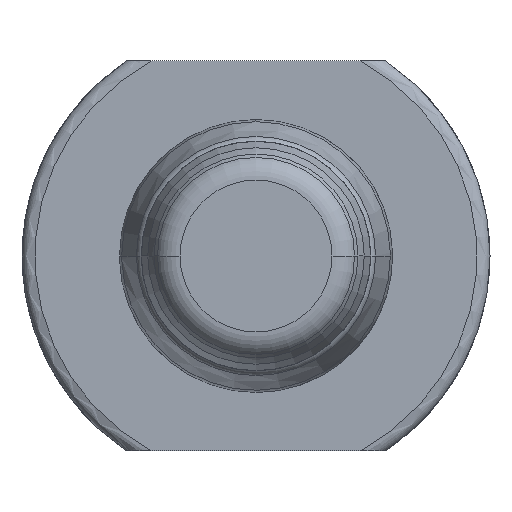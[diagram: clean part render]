
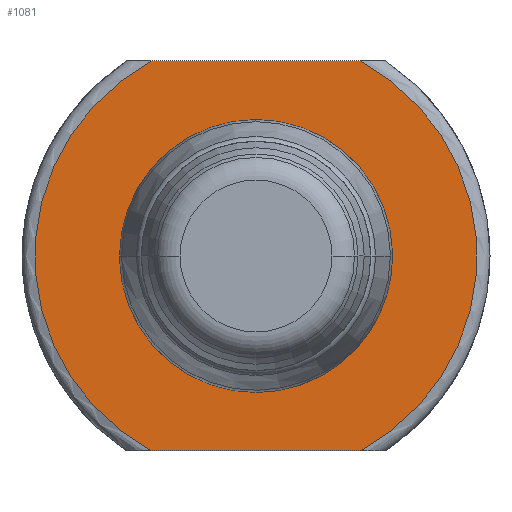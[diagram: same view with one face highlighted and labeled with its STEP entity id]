
A CAD part, front view. The second image highlights one B-rep face of the part: STEP entity #1081.
In plain terms, the highlighted planar face has unit normal (0, -1, 0).
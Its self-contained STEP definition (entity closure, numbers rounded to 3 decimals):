
#6=CARTESIAN_POINT('',(0.,4.,0.));
#7=DIRECTION('',(0.,-1.,0.));
#8=DIRECTION('',(0.471,0.,-0.882));
#9=AXIS2_PLACEMENT_3D('',#6,#7,#8);
#11=CARTESIAN_POINT('',(8.,4.,15.));
#39=CARTESIAN_POINT('',(-8.,4.,15.));
#83=DIRECTION('',(-1.,0.,0.));
#84=VECTOR('',#83,16.);
#85=CARTESIAN_POINT('',(8.,4.,-15.));
#86=LINE('',#85,#84);
#87=DIRECTION('',(1.,0.,0.));
#88=VECTOR('',#87,16.);
#89=CARTESIAN_POINT('',(-8.,4.,15.));
#90=LINE('',#89,#88);
#91=CARTESIAN_POINT('',(0.,4.,0.));
#92=DIRECTION('',(0.,-1.,0.));
#93=DIRECTION('',(0.,0.,-1.));
#94=AXIS2_PLACEMENT_3D('',#91,#92,#93);
#96=CARTESIAN_POINT('',(0.,4.,0.));
#97=DIRECTION('',(0.,-1.,0.));
#98=DIRECTION('',(0.,0.,1.));
#99=AXIS2_PLACEMENT_3D('',#96,#97,#98);
#114=CARTESIAN_POINT('',(8.,4.,-15.));
#158=CARTESIAN_POINT('',(-8.,4.,-15.));
#208=CARTESIAN_POINT('',(0.,4.,0.));
#209=DIRECTION('',(0.,-1.,0.));
#210=DIRECTION('',(-0.471,0.,0.882));
#211=AXIS2_PLACEMENT_3D('',#208,#209,#210);
#863=CARTESIAN_POINT('',(0.,4.,-10.5));
#864=VERTEX_POINT('',#863);
#865=CARTESIAN_POINT('',(0.,4.,10.5));
#866=VERTEX_POINT('',#865);
#962=VERTEX_POINT('',#114);
#963=VERTEX_POINT('',#11);
#970=VERTEX_POINT('',#39);
#971=VERTEX_POINT('',#158);
#1062=CARTESIAN_POINT('',(0.,4.,0.));
#1063=DIRECTION('',(0.,1.,0.));
#1064=DIRECTION('',(0.,0.,-1.));
#1065=AXIS2_PLACEMENT_3D('',#1062,#1063,#1064);
#1066=PLANE('',#1065);
#1067=ORIENTED_EDGE('',*,*,#1018,.F.);
#1069=ORIENTED_EDGE('',*,*,#1068,.T.);
#1071=ORIENTED_EDGE('',*,*,#1070,.F.);
#1072=ORIENTED_EDGE('',*,*,#1046,.T.);
#1073=EDGE_LOOP('',(#1067,#1069,#1071,#1072));
#1074=FACE_OUTER_BOUND('',#1073,.F.);
#1076=ORIENTED_EDGE('',*,*,#1075,.T.);
#1078=ORIENTED_EDGE('',*,*,#1077,.T.);
#1079=EDGE_LOOP('',(#1076,#1078));
#1080=FACE_BOUND('',#1079,.F.);
#1081=ADVANCED_FACE('',(#1074,#1080),#1066,.F.);
#10=CIRCLE('',#9,17.);
#95=CIRCLE('',#94,10.5);
#100=CIRCLE('',#99,10.5);
#212=CIRCLE('',#211,17.);
#1018=EDGE_CURVE('',#962,#963,#10,.T.);
#1046=EDGE_CURVE('',#970,#963,#90,.T.);
#1068=EDGE_CURVE('',#962,#971,#86,.T.);
#1070=EDGE_CURVE('',#970,#971,#212,.T.);
#1075=EDGE_CURVE('',#864,#866,#95,.T.);
#1077=EDGE_CURVE('',#866,#864,#100,.T.);
